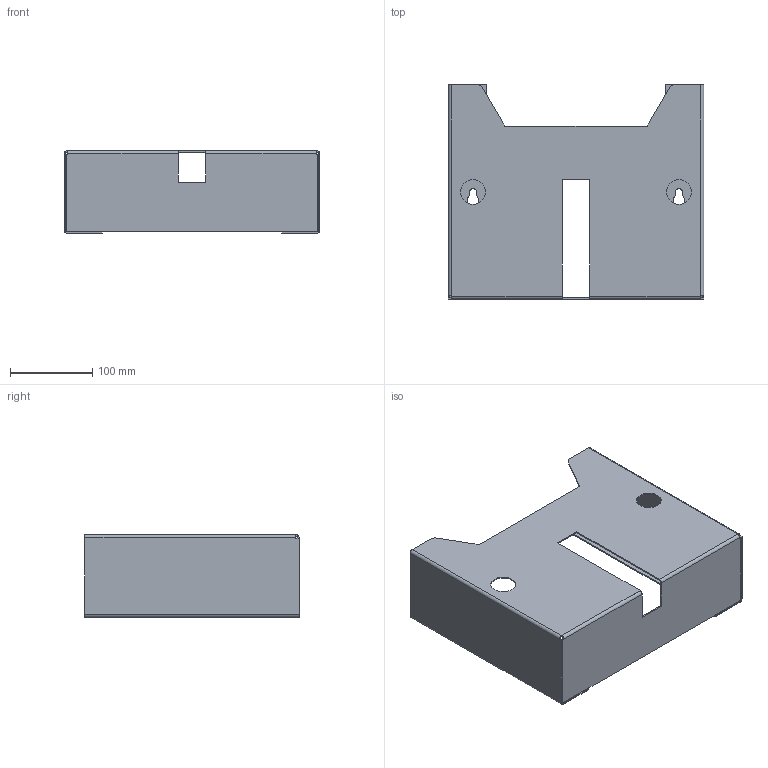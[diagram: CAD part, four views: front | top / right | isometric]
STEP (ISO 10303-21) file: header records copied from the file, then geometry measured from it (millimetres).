
FILE_DESCRIPTION(('STEP AP214'),'1');
FILE_NAME('cctmp_6ECE6C60-5136-480A-8390-2D79579BCF34_2023_07_24_05_46_30_0912..stp','2023-07-24T03:46:31',('SIEMENS A&D'),('CADClick - www.CADClick.com'),'Spatial InterOp 3D postprocessed',' ','unknown authorization');
FILE_SCHEMA(('AUTOMOTIVE_DESIGN'));
Length unit declared in the file: millimetre
Products named in the file (1): 2023_07_24_05_46_30_0912
Bounding box: 310 x 260 x 100 mm (x, y, z)
Volume: 247084.8 mm3; surface area: 333494.7 mm2
Topology: 1 solids, 1 shells, 64 faces, 192 edges, 128 vertices
Faces by surface type: plane 40, cylinder 24
Entity records: 3680 total; most frequent: STYLED_ITEM 385, PRESENTATION_STYLE_ASSIGNMENT 385, CARTESIAN_POINT 385, ORIENTED_EDGE 384, DIRECTION 370, EDGE_CURVE 192, CURVE_STYLE 192, DRAUGHTING_PRE_DEFINED_CURVE_FONT 192
